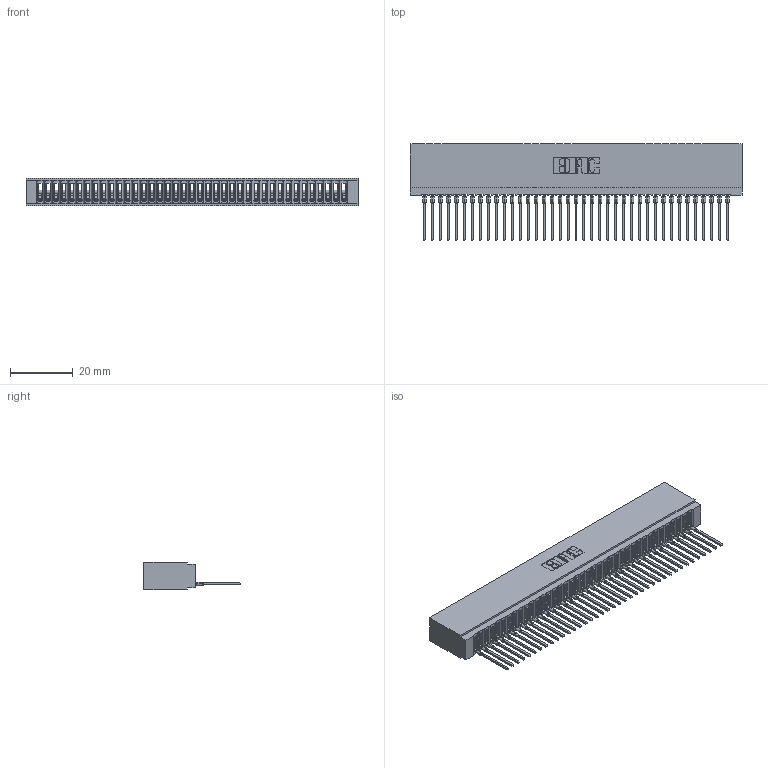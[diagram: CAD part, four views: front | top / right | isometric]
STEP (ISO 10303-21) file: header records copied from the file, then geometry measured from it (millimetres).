
FILE_DESCRIPTION (( 'STEP AP203' ), '1' );
FILE_NAME ('745-039-545-101.STEP', '2026-02-25T19:00:56', ( '' ), ( '' ), 'SwSTEP 2.0', 'SolidWorks 2023', '' );
FILE_SCHEMA (( 'CONFIG_CONTROL_DESIGN' ));
Length unit declared in the file: millimetre
Products named in the file (3): 745-292-001_545; 745 Part_Insulator Option - 01; 745-039-545-101
Assembly tree (40 placements, depth 2):
  745-039-545-101
    745 Part_Insulator Option - 01
    745-292-001_545  x39
Bounding box: 105.66 x 30.62 x 8.89 mm (x, y, z)
Volume: 9289.4 mm3; surface area: 17825.4 mm2
Topology: 40 solids, 40 shells, 4463 faces, 12270 edges, 7738 vertices
Faces by surface type: plane 2668, cylinder 781, bspline 780, torus 234
Entity records: 64819 total; most frequent: CARTESIAN_POINT 11924, ORIENTED_EDGE 11392, DIRECTION 9876, EDGE_CURVE 5696, VECTOR 5280, LINE 5280, VERTEX_POINT 3634, AXIS2_PLACEMENT_3D 2298
